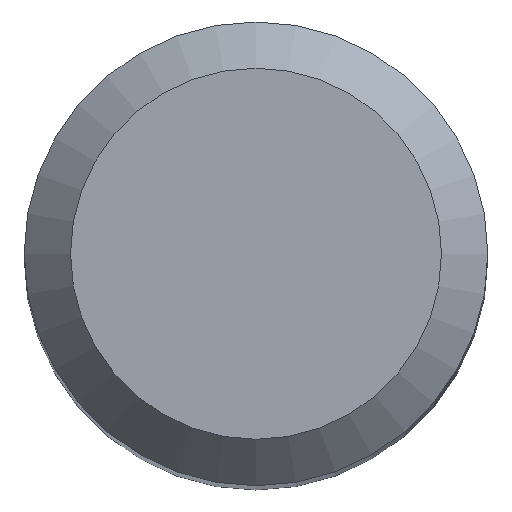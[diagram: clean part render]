
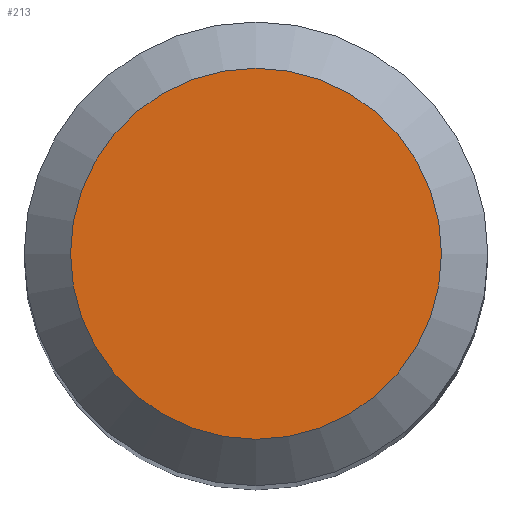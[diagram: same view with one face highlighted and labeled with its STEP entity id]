
A CAD part, top view. The second image highlights one B-rep face of the part: STEP entity #213.
In plain terms, the highlighted planar face has unit normal (0, 0, 1).
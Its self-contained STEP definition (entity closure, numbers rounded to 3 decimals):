
#30 = EDGE_CURVE ( 'NONE', #119, #119, #317, .T. ) ;
#52 = CARTESIAN_POINT ( 'NONE',  ( 0., 3.2, 75. ) ) ;
#119 = VERTEX_POINT ( 'NONE', #235 ) ;
#120 = FACE_OUTER_BOUND ( 'NONE', #254, .T. ) ;
#160 = DIRECTION ( 'NONE',  ( 0., 0., 1. ) ) ;
#175 = DIRECTION ( 'NONE',  ( 0., 0., -1. ) ) ;
#213 = ADVANCED_FACE ( 'NONE', ( #120 ), #381, .F. ) ;
#219 = CARTESIAN_POINT ( 'NONE',  ( 0., 0., 75. ) ) ;
#233 = AXIS2_PLACEMENT_3D ( 'NONE', #52, #175, #289 ) ;
#235 = CARTESIAN_POINT ( 'NONE',  ( 3.2, 0., 75. ) ) ;
#254 = EDGE_LOOP ( 'NONE', ( #279 ) ) ;
#279 = ORIENTED_EDGE ( 'NONE', *, *, #30, .T. ) ;
#289 = DIRECTION ( 'NONE',  ( -1., 0., 0. ) ) ;
#305 = DIRECTION ( 'NONE',  ( 1., 0., 0. ) ) ;
#317 = CIRCLE ( 'NONE', #357, 3.2 ) ;
#357 = AXIS2_PLACEMENT_3D ( 'NONE', #219, #160, #305 ) ;
#381 = PLANE ( 'NONE',  #233 ) ;
